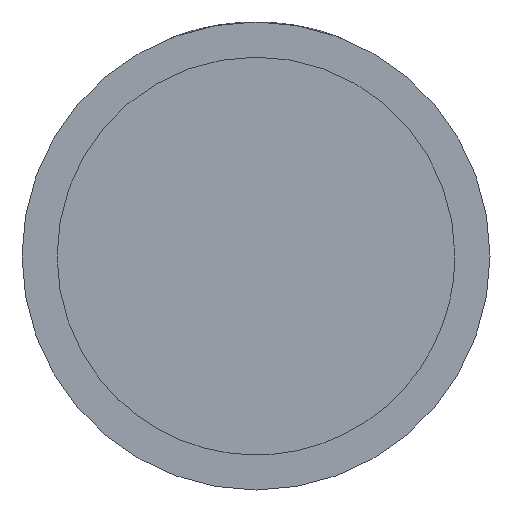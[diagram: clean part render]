
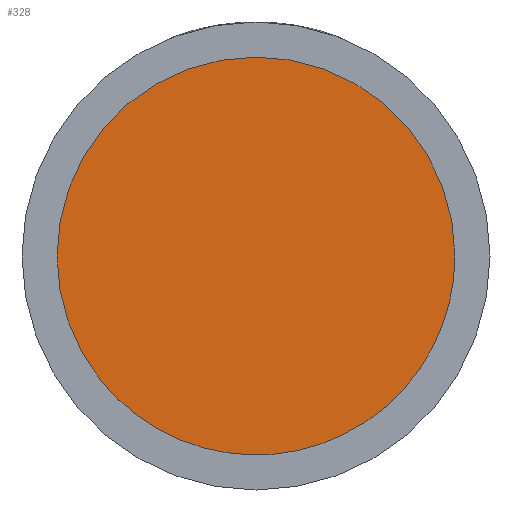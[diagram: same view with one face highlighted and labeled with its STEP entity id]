
A CAD part, front view. The second image highlights one B-rep face of the part: STEP entity #328.
In plain terms, the highlighted planar face has unit normal (0, -1, 0).
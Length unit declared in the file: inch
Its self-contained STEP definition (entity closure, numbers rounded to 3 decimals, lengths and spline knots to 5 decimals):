
#4 = VECTOR ( 'NONE', #126, 39.37008 ) ;
#11 = AXIS2_PLACEMENT_3D ( 'NONE', #364, #112, #279 ) ;
#20 = ORIENTED_EDGE ( 'NONE', *, *, #144, .T. ) ;
#26 = DIRECTION ( 'NONE',  ( -0.002, 0., 1. ) ) ;
#31 = CARTESIAN_POINT ( 'NONE',  ( 0.00329, 0., -0.05019 ) ) ;
#36 = CARTESIAN_POINT ( 'NONE',  ( -0.01995, 0., -0.04607 ) ) ;
#48 = VERTEX_POINT ( 'NONE', #412 ) ;
#63 = CARTESIAN_POINT ( 'NONE',  ( 0.01331, 0., -0.04845 ) ) ;
#66 = CARTESIAN_POINT ( 'NONE',  ( -0.0502, 0., -0.00023 ) ) ;
#78 = PLANE ( 'NONE',  #11 ) ;
#85 = EDGE_LOOP ( 'NONE', ( #408, #372, #20, #264 ) ) ;
#90 = CARTESIAN_POINT ( 'NONE',  ( -0.0502, 0., -0.00023 ) ) ;
#98 = CARTESIAN_POINT ( 'NONE',  ( -0.04026, 0., -0.03075 ) ) ;
#101 = CARTESIAN_POINT ( 'NONE',  ( 0.03797, 0., -0.03302 ) ) ;
#102 = CARTESIAN_POINT ( 'NONE',  ( -0.04692, 0., -0.01786 ) ) ;
#112 = DIRECTION ( 'NONE',  ( 0., -1., 0. ) ) ;
#126 = DIRECTION ( 'NONE',  ( 0.002, 0., -1. ) ) ;
#137 = CARTESIAN_POINT ( 'NONE',  ( 0.0502, 0., -0.00639 ) ) ;
#138 = CARTESIAN_POINT ( 'NONE',  ( -0.04972, 0., -0.0081 ) ) ;
#143 = CIRCLE ( 'NONE', #183, 0.0502 ) ;
#144 = EDGE_CURVE ( 'NONE', #216, #193, #373, .T. ) ;
#146 = CARTESIAN_POINT ( 'NONE',  ( 0.04531, 0., -0.02162 ) ) ;
#173 = DIRECTION ( 'NONE',  ( 0., 0., -1. ) ) ;
#174 = CARTESIAN_POINT ( 'NONE',  ( 0.00797, 0., -0.04974 ) ) ;
#177 = CARTESIAN_POINT ( 'NONE',  ( 0.01557, 0., -0.04773 ) ) ;
#178 = CARTESIAN_POINT ( 'NONE',  ( -0.01244, 0., -0.04905 ) ) ;
#183 = AXIS2_PLACEMENT_3D ( 'NONE', #424, #465, #173 ) ;
#193 = VERTEX_POINT ( 'NONE', #90 ) ;
#205 = CARTESIAN_POINT ( 'NONE',  ( 0.04639, 0., -0.01919 ) ) ;
#209 = CARTESIAN_POINT ( 'NONE',  ( -0.02383, 0., -0.04424 ) ) ;
#211 = CARTESIAN_POINT ( 'NONE',  ( -0.04717, 0., -0.01718 ) ) ;
#214 = CARTESIAN_POINT ( 'NONE',  ( 0.01776, 0., -0.04696 ) ) ;
#216 = VERTEX_POINT ( 'NONE', #432 ) ;
#223 = EDGE_CURVE ( 'NONE', #48, #248, #349, .T. ) ;
#236 = CARTESIAN_POINT ( 'NONE',  ( 0.0502, 0., 0.00023 ) ) ;
#239 = CARTESIAN_POINT ( 'NONE',  ( 0.01707, 0., -0.04721 ) ) ;
#243 = CARTESIAN_POINT ( 'NONE',  ( -0.03293, 0., -0.03804 ) ) ;
#248 = VERTEX_POINT ( 'NONE', #236 ) ;
#264 = ORIENTED_EDGE ( 'NONE', *, *, #342, .T. ) ;
#275 = CARTESIAN_POINT ( 'NONE',  ( -0.04769, 0., -0.01568 ) ) ;
#279 = DIRECTION ( 'NONE',  ( 0., 0., -1. ) ) ;
#285 = CARTESIAN_POINT ( 'NONE',  ( 0.04602, 0., -0.02006 ) ) ;
#286 = CARTESIAN_POINT ( 'NONE',  ( 0.0502, 0., 0. ) ) ;
#305 = CARTESIAN_POINT ( 'NONE',  ( -0.0502, 0., 0. ) ) ;
#315 = CARTESIAN_POINT ( 'NONE',  ( 0.04119, 0., -0.02906 ) ) ;
#318 = CARTESIAN_POINT ( 'NONE',  ( -0.01909, 0., -0.04643 ) ) ;
#328 = ADVANCED_FACE ( 'NONE', ( #398 ), #78, .T. ) ;
#340 = B_SPLINE_CURVE_WITH_KNOTS ( 'NONE', 3,
 ( #66, #425, #138, #387, #275, #211, #102, #422, #98, #243, #390, #209, #355, #36, #318, #178, #352, #31, #174, #63, #177, #239, #214, #351, #359, #101, #315, #457, #146, #285, #205, #461, #137, #417 ),
 .UNSPECIFIED., .F., .F.,
 ( 4, 1, 1, 2, 2, 2, 1, 1, 2, 2, 2, 1, 1, 2, 2, 2, 1, 1, 2, 2, 4 ),
 ( 0., 0.0625, 0.09375, 0.10937, 0.125, 0.25, 0.3125, 0.34375, 0.35937, 0.375, 0.5, 0.5625, 0.59375, 0.60937, 0.625, 0.75, 0.8125, 0.84375, 0.85937, 0.875, 1. ),
 .UNSPECIFIED. ) ;
#342 = EDGE_CURVE ( 'NONE', #193, #48, #340, .T. ) ;
#349 = LINE ( 'NONE', #286, #418 ) ;
#351 = CARTESIAN_POINT ( 'NONE',  ( 0.02497, 0., -0.0441 ) ) ;
#352 = CARTESIAN_POINT ( 'NONE',  ( -0.00624, 0., -0.05021 ) ) ;
#355 = CARTESIAN_POINT ( 'NONE',  ( -0.02152, 0., -0.04536 ) ) ;
#359 = CARTESIAN_POINT ( 'NONE',  ( 0.03066, 0., -0.04033 ) ) ;
#364 = CARTESIAN_POINT ( 'NONE',  ( 0., 0., 0. ) ) ;
#372 = ORIENTED_EDGE ( 'NONE', *, *, #428, .T. ) ;
#373 = LINE ( 'NONE', #305, #4 ) ;
#387 = CARTESIAN_POINT ( 'NONE',  ( -0.04842, 0., -0.01343 ) ) ;
#390 = CARTESIAN_POINT ( 'NONE',  ( -0.02897, 0., -0.04126 ) ) ;
#398 = FACE_OUTER_BOUND ( 'NONE', #85, .T. ) ;
#408 = ORIENTED_EDGE ( 'NONE', *, *, #223, .T. ) ;
#412 = CARTESIAN_POINT ( 'NONE',  ( 0.0502, 0., 0. ) ) ;
#417 = CARTESIAN_POINT ( 'NONE',  ( 0.0502, 0., 0. ) ) ;
#418 = VECTOR ( 'NONE', #26, 39.37008 ) ;
#422 = CARTESIAN_POINT ( 'NONE',  ( -0.04404, 0., -0.02507 ) ) ;
#424 = CARTESIAN_POINT ( 'NONE',  ( 0., 0., 0. ) ) ;
#425 = CARTESIAN_POINT ( 'NONE',  ( -0.05018, 0., -0.00341 ) ) ;
#428 = EDGE_CURVE ( 'NONE', #248, #216, #143, .T. ) ;
#432 = CARTESIAN_POINT ( 'NONE',  ( -0.0502, 0., 0. ) ) ;
#457 = CARTESIAN_POINT ( 'NONE',  ( 0.04419, 0., -0.02393 ) ) ;
#461 = CARTESIAN_POINT ( 'NONE',  ( 0.04903, 0., -0.01254 ) ) ;
#465 = DIRECTION ( 'NONE',  ( 0., -1., 0. ) ) ;
